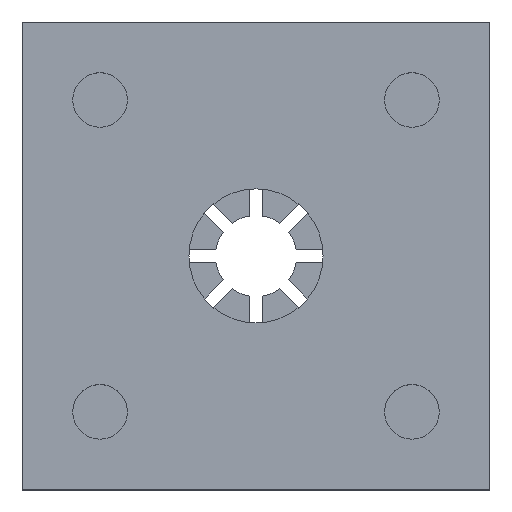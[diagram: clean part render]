
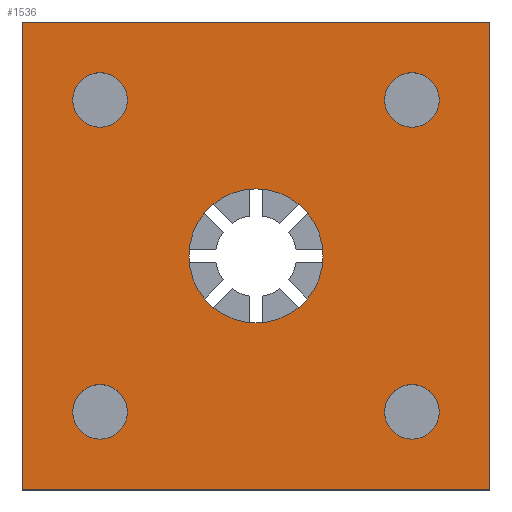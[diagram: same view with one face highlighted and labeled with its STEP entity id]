
A CAD part, top view. The second image highlights one B-rep face of the part: STEP entity #1536.
In plain terms, the highlighted planar face has unit normal (0, 0, 1).
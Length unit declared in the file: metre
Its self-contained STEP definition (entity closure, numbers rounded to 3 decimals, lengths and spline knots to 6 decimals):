
#94=CIRCLE('',#1607,0.00175);
#96=CIRCLE('',#1610,0.00175);
#98=CIRCLE('',#1613,0.00175);
#100=CIRCLE('',#1616,0.00175);
#158=CIRCLE('',#1710,0.0043);
#413=ORIENTED_EDGE('',*,*,#819,.T.);
#414=ORIENTED_EDGE('',*,*,#700,.T.);
#415=ORIENTED_EDGE('',*,*,#698,.T.);
#416=ORIENTED_EDGE('',*,*,#696,.T.);
#417=ORIENTED_EDGE('',*,*,#694,.T.);
#418=ORIENTED_EDGE('',*,*,#693,.T.);
#419=ORIENTED_EDGE('',*,*,#690,.T.);
#420=ORIENTED_EDGE('',*,*,#818,.T.);
#421=ORIENTED_EDGE('',*,*,#817,.T.);
#690=EDGE_CURVE('',#919,#921,#1076,.T.);
#693=EDGE_CURVE('',#923,#919,#1079,.T.);
#694=EDGE_CURVE('',#924,#924,#94,.T.);
#696=EDGE_CURVE('',#926,#926,#96,.T.);
#698=EDGE_CURVE('',#928,#928,#98,.T.);
#700=EDGE_CURVE('',#930,#930,#100,.T.);
#817=EDGE_CURVE('',#1021,#923,#1131,.T.);
#818=EDGE_CURVE('',#921,#1021,#1132,.T.);
#819=EDGE_CURVE('',#1022,#1022,#158,.T.);
#919=VERTEX_POINT('',#2268);
#921=VERTEX_POINT('',#2272);
#923=VERTEX_POINT('',#2277);
#924=VERTEX_POINT('',#2282);
#926=VERTEX_POINT('',#2287);
#928=VERTEX_POINT('',#2292);
#930=VERTEX_POINT('',#2297);
#1021=VERTEX_POINT('',#2562);
#1022=VERTEX_POINT('',#2568);
#1076=LINE('',#2273,#1152);
#1079=LINE('',#2279,#1155);
#1131=LINE('',#2563,#1207);
#1132=LINE('',#2565,#1208);
#1152=VECTOR('',#1805,1.);
#1155=VECTOR('',#1810,1.);
#1207=VECTOR('',#2066,1.);
#1208=VECTOR('',#2069,1.);
#1279=EDGE_LOOP('',(#413));
#1280=EDGE_LOOP('',(#414));
#1281=EDGE_LOOP('',(#415));
#1282=EDGE_LOOP('',(#416));
#1283=EDGE_LOOP('',(#417));
#1284=EDGE_LOOP('',(#418,#419,#420,#421));
#1395=FACE_BOUND('',#1279,.T.);
#1396=FACE_BOUND('',#1280,.T.);
#1397=FACE_BOUND('',#1281,.T.);
#1398=FACE_BOUND('',#1282,.T.);
#1399=FACE_BOUND('',#1283,.T.);
#1400=FACE_BOUND('',#1284,.T.);
#1474=PLANE('',#1709);
#1536=ADVANCED_FACE('',(#1395,#1396,#1397,#1398,#1399,#1400),#1474,.T.);
#1607=AXIS2_PLACEMENT_3D('',#2281,#1813,#1814);
#1610=AXIS2_PLACEMENT_3D('',#2286,#1819,#1820);
#1613=AXIS2_PLACEMENT_3D('',#2291,#1825,#1826);
#1616=AXIS2_PLACEMENT_3D('',#2296,#1831,#1832);
#1709=AXIS2_PLACEMENT_3D('',#2566,#2070,#2071);
#1710=AXIS2_PLACEMENT_3D('',#2567,#2072,#2073);
#1805=DIRECTION('',(0.,1.,0.));
#1810=DIRECTION('',(1.,0.,0.));
#1813=DIRECTION('',(0.,0.,-1.));
#1814=DIRECTION('',(0.,-1.,0.));
#1819=DIRECTION('',(0.,0.,-1.));
#1820=DIRECTION('',(-1.,0.,0.));
#1825=DIRECTION('',(0.,0.,-1.));
#1826=DIRECTION('',(0.,1.,0.));
#1831=DIRECTION('',(0.,0.,-1.));
#1832=DIRECTION('',(1.,0.,0.));
#2066=DIRECTION('',(0.,-1.,0.));
#2069=DIRECTION('',(-1.,0.,0.));
#2070=DIRECTION('',(0.,0.,1.));
#2071=DIRECTION('',(1.,0.,0.));
#2072=DIRECTION('',(0.,0.,-1.));
#2073=DIRECTION('',(1.,0.,0.));
#2268=CARTESIAN_POINT('',(0.015,-0.015,0.006));
#2272=CARTESIAN_POINT('',(0.015,0.015,0.006));
#2273=CARTESIAN_POINT('',(0.015,0.,0.006));
#2277=CARTESIAN_POINT('',(-0.015,-0.015,0.006));
#2279=CARTESIAN_POINT('',(0.,-0.015,0.006));
#2281=CARTESIAN_POINT('',(0.01,-0.01,0.006));
#2282=CARTESIAN_POINT('',(0.01,-0.01175,0.006));
#2286=CARTESIAN_POINT('',(-0.01,-0.01,0.006));
#2287=CARTESIAN_POINT('',(-0.01175,-0.01,0.006));
#2291=CARTESIAN_POINT('',(-0.01,0.01,0.006));
#2292=CARTESIAN_POINT('',(-0.01,0.01175,0.006));
#2296=CARTESIAN_POINT('',(0.01,0.01,0.006));
#2297=CARTESIAN_POINT('',(0.01175,0.01,0.006));
#2562=CARTESIAN_POINT('',(-0.015,0.015,0.006));
#2563=CARTESIAN_POINT('',(-0.015,0.,0.006));
#2565=CARTESIAN_POINT('',(0.,0.015,0.006));
#2566=CARTESIAN_POINT('',(0.,0.,0.006));
#2567=CARTESIAN_POINT('',(0.,0.,0.006));
#2568=CARTESIAN_POINT('',(0.0043,0.,0.006));
